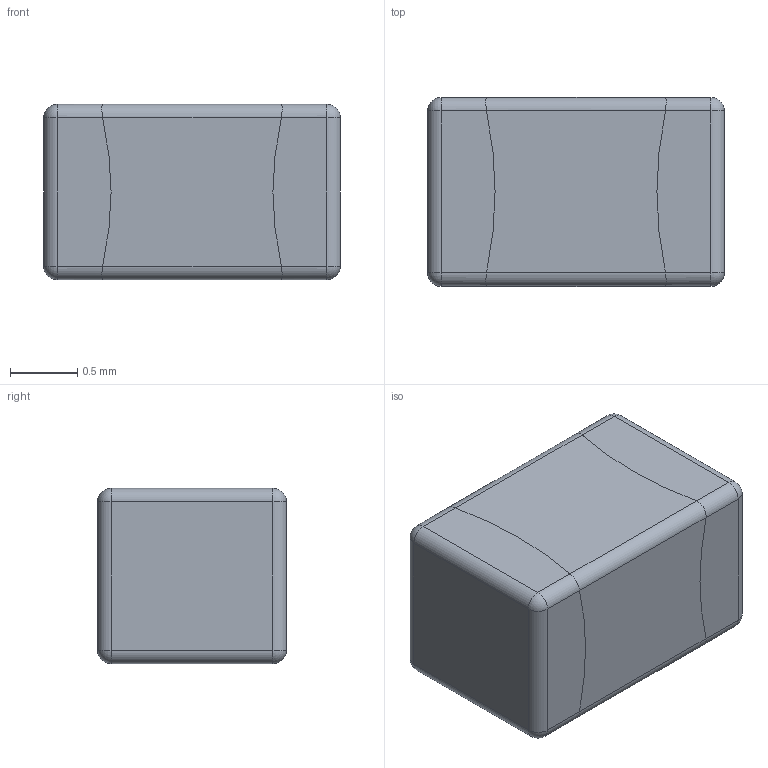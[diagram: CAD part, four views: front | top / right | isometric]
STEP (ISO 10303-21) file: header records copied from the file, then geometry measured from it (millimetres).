
FILE_DESCRIPTION (( 'STEP AP203' ), '1' );
FILE_NAME ('resistor-NTC-0805-T1.3.step_Default_sldprt.STEP', '2025-04-23T09:08:05', ( '' ), ( '' ), 'SwSTEP 2.0', 'SolidWorks 2024', '' );
FILE_SCHEMA (( 'CONFIG_CONTROL_DESIGN' ));
Length unit declared in the file: millimetre
Products named in the file (1): resistor-NTC-0805-T1.3.step_Default_sldprt
Bounding box: 2.2 x 1.4 x 1.3 mm (x, y, z)
Volume: 4 mm3; surface area: 14.7 mm2
Topology: 1 solids, 1 shells, 42 faces, 104 edges, 56 vertices
Faces by surface type: cylinder 20, plane 14, sphere 8
Entity records: 1477 total; most frequent: CARTESIAN_POINT 435, DIRECTION 222, ORIENTED_EDGE 192, EDGE_CURVE 96, AXIS2_PLACEMENT_3D 91, VERTEX_POINT 56, CIRCLE 48, ADVANCED_FACE 42
